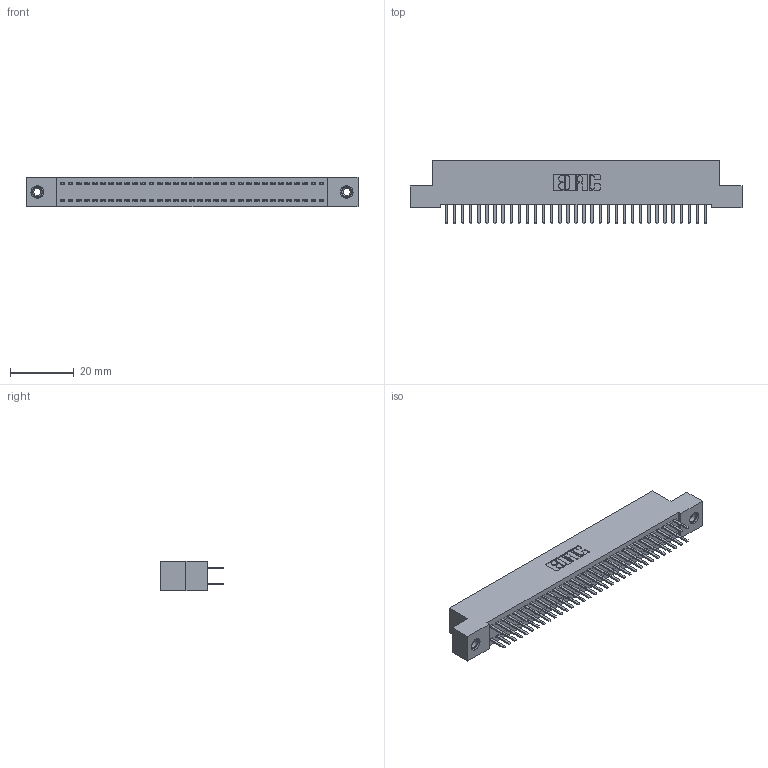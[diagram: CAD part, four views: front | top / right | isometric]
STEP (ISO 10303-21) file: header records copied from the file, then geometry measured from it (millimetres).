
FILE_DESCRIPTION (( 'STEP AP203' ), '1' );
FILE_NAME ('392-066-520-208.STEP', '2019-10-09T11:04:40', ( '' ), ( '' ), 'SwSTEP 2.0', 'SolidWorks 2016', '' );
FILE_SCHEMA (( 'CONFIG_CONTROL_DESIGN' ));
Length unit declared in the file: inch
Products named in the file (4): 392-066-520-208; 342 Part_TI; 345-292-001_345-293-120; 345-250-001_345-250-003-102
Assembly tree (69 placements, depth 2):
  392-066-520-208
    342 Part_TI
    345-292-001_345-293-120  x66
    345-250-001_345-250-003-102  x2
Bounding box: 104.14 x 20.02 x 9.4 mm (x, y, z)
Volume: 9279.7 mm3; surface area: 14825 mm2
Topology: 69 solids, 69 shells, 3866 faces, 11193 edges, 7278 vertices
Faces by surface type: plane 2606, cylinder 1244, cone 12, torus 4
Entity records: 23562 total; most frequent: CARTESIAN_POINT 3909, ORIENTED_EDGE 3826, DIRECTION 3375, EDGE_CURVE 1913, LINE 1761, VECTOR 1761, VERTEX_POINT 1268, AXIS2_PLACEMENT_3D 807
